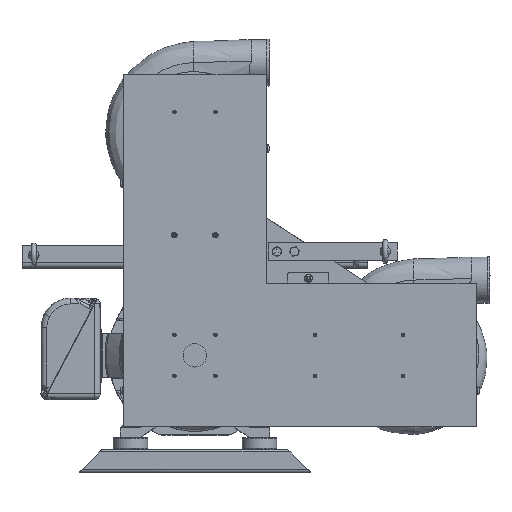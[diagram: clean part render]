
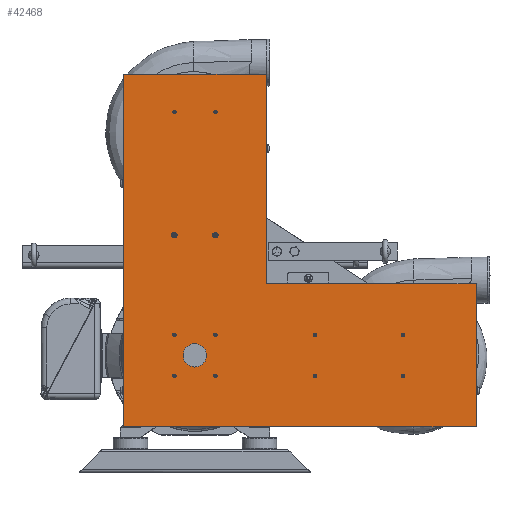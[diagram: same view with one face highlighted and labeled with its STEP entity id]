
A CAD part, top view. The second image highlights one B-rep face of the part: STEP entity #42468.
In plain terms, the highlighted planar face has unit normal (0, 0, 1).
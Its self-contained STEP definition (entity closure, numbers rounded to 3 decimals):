
#2250=LINE('',#80224,#4470);
#2253=LINE('',#80497,#4473);
#2278=LINE('',#80549,#4498);
#2280=LINE('',#80556,#4500);
#2281=LINE('',#80559,#4501);
#2282=LINE('',#80561,#4502);
#2283=LINE('',#80562,#4503);
#4470=VECTOR('',#54339,0.394);
#4473=VECTOR('',#54350,0.394);
#4498=VECTOR('',#54389,0.394);
#4500=VECTOR('',#54397,0.394);
#4501=VECTOR('',#54400,0.394);
#4502=VECTOR('',#54401,0.394);
#4503=VECTOR('',#54402,0.394);
#7822=PLANE('',#46290);
#8705=FACE_BOUND('',#12942,.T.);
#8706=FACE_BOUND('',#12943,.T.);
#8707=FACE_BOUND('',#12944,.T.);
#8708=FACE_BOUND('',#12945,.T.);
#8709=FACE_BOUND('',#12946,.T.);
#8710=FACE_BOUND('',#12947,.T.);
#8711=FACE_BOUND('',#12948,.T.);
#8712=FACE_BOUND('',#12949,.T.);
#8713=FACE_BOUND('',#12950,.T.);
#8714=FACE_BOUND('',#12951,.T.);
#8715=FACE_BOUND('',#12952,.T.);
#8716=FACE_BOUND('',#12953,.T.);
#8717=FACE_BOUND('',#12954,.T.);
#10060=FACE_OUTER_BOUND('',#12941,.T.);
#12941=EDGE_LOOP('',(#32849,#32850,#32851,#32852,#32853,#32854,#32855));
#12942=EDGE_LOOP('',(#32856));
#12943=EDGE_LOOP('',(#32857));
#12944=EDGE_LOOP('',(#32858));
#12945=EDGE_LOOP('',(#32859));
#12946=EDGE_LOOP('',(#32860));
#12947=EDGE_LOOP('',(#32861));
#12948=EDGE_LOOP('',(#32862));
#12949=EDGE_LOOP('',(#32863));
#12950=EDGE_LOOP('',(#32864));
#12951=EDGE_LOOP('',(#32865));
#12952=EDGE_LOOP('',(#32866));
#12953=EDGE_LOOP('',(#32867));
#12954=EDGE_LOOP('',(#32868));
#15977=CIRCLE('',#46291,0.15);
#15978=CIRCLE('',#46292,0.15);
#15979=CIRCLE('',#46293,0.236);
#15980=CIRCLE('',#46294,0.236);
#15981=CIRCLE('',#46295,0.15);
#15982=CIRCLE('',#46296,0.15);
#15983=CIRCLE('',#46297,0.15);
#15984=CIRCLE('',#46298,0.15);
#15985=CIRCLE('',#46299,0.15);
#15986=CIRCLE('',#46300,0.15);
#15987=CIRCLE('',#46301,0.15);
#15988=CIRCLE('',#46302,1.);
#15989=CIRCLE('',#46303,0.15);
#18961=VERTEX_POINT('',#80221);
#18962=VERTEX_POINT('',#80223);
#18966=VERTEX_POINT('',#80496);
#18985=VERTEX_POINT('',#80546);
#18986=VERTEX_POINT('',#80548);
#18989=VERTEX_POINT('',#80558);
#18990=VERTEX_POINT('',#80560);
#18991=VERTEX_POINT('',#80563);
#18992=VERTEX_POINT('',#80565);
#18993=VERTEX_POINT('',#80567);
#18994=VERTEX_POINT('',#80569);
#18995=VERTEX_POINT('',#80571);
#18996=VERTEX_POINT('',#80573);
#18997=VERTEX_POINT('',#80575);
#18998=VERTEX_POINT('',#80577);
#18999=VERTEX_POINT('',#80579);
#19000=VERTEX_POINT('',#80581);
#19001=VERTEX_POINT('',#80583);
#19002=VERTEX_POINT('',#80585);
#19003=VERTEX_POINT('',#80587);
#24037=EDGE_CURVE('',#18961,#18962,#2250,.T.);
#24046=EDGE_CURVE('',#18962,#18966,#2253,.T.);
#24072=EDGE_CURVE('',#18985,#18986,#2278,.T.);
#24076=EDGE_CURVE('',#18986,#18961,#2280,.T.);
#24077=EDGE_CURVE('',#18966,#18989,#2281,.T.);
#24078=EDGE_CURVE('',#18990,#18985,#2282,.T.);
#24079=EDGE_CURVE('',#18990,#18989,#2283,.T.);
#24080=EDGE_CURVE('',#18991,#18991,#15977,.T.);
#24081=EDGE_CURVE('',#18992,#18992,#15978,.T.);
#24082=EDGE_CURVE('',#18993,#18993,#15979,.T.);
#24083=EDGE_CURVE('',#18994,#18994,#15980,.T.);
#24084=EDGE_CURVE('',#18995,#18995,#15981,.T.);
#24085=EDGE_CURVE('',#18996,#18996,#15982,.T.);
#24086=EDGE_CURVE('',#18997,#18997,#15983,.T.);
#24087=EDGE_CURVE('',#18998,#18998,#15984,.T.);
#24088=EDGE_CURVE('',#18999,#18999,#15985,.T.);
#24089=EDGE_CURVE('',#19000,#19000,#15986,.T.);
#24090=EDGE_CURVE('',#19001,#19001,#15987,.T.);
#24091=EDGE_CURVE('',#19002,#19002,#15988,.T.);
#24092=EDGE_CURVE('',#19003,#19003,#15989,.T.);
#32849=ORIENTED_EDGE('',*,*,#24077,.F.);
#32850=ORIENTED_EDGE('',*,*,#24046,.F.);
#32851=ORIENTED_EDGE('',*,*,#24037,.F.);
#32852=ORIENTED_EDGE('',*,*,#24076,.F.);
#32853=ORIENTED_EDGE('',*,*,#24072,.F.);
#32854=ORIENTED_EDGE('',*,*,#24078,.F.);
#32855=ORIENTED_EDGE('',*,*,#24079,.T.);
#32856=ORIENTED_EDGE('',*,*,#24080,.T.);
#32857=ORIENTED_EDGE('',*,*,#24081,.T.);
#32858=ORIENTED_EDGE('',*,*,#24082,.T.);
#32859=ORIENTED_EDGE('',*,*,#24083,.T.);
#32860=ORIENTED_EDGE('',*,*,#24084,.T.);
#32861=ORIENTED_EDGE('',*,*,#24085,.T.);
#32862=ORIENTED_EDGE('',*,*,#24086,.T.);
#32863=ORIENTED_EDGE('',*,*,#24087,.T.);
#32864=ORIENTED_EDGE('',*,*,#24088,.T.);
#32865=ORIENTED_EDGE('',*,*,#24089,.T.);
#32866=ORIENTED_EDGE('',*,*,#24090,.T.);
#32867=ORIENTED_EDGE('',*,*,#24091,.T.);
#32868=ORIENTED_EDGE('',*,*,#24092,.T.);
#42468=ADVANCED_FACE('',(#10060,#8705,#8706,#8707,#8708,#8709,#8710,#8711,
#8712,#8713,#8714,#8715,#8716,#8717),#7822,.T.);
#46290=AXIS2_PLACEMENT_3D('',#80557,#54398,#54399);
#46291=AXIS2_PLACEMENT_3D('',#80564,#54403,#54404);
#46292=AXIS2_PLACEMENT_3D('',#80566,#54405,#54406);
#46293=AXIS2_PLACEMENT_3D('',#80568,#54407,#54408);
#46294=AXIS2_PLACEMENT_3D('',#80570,#54409,#54410);
#46295=AXIS2_PLACEMENT_3D('',#80572,#54411,#54412);
#46296=AXIS2_PLACEMENT_3D('',#80574,#54413,#54414);
#46297=AXIS2_PLACEMENT_3D('',#80576,#54415,#54416);
#46298=AXIS2_PLACEMENT_3D('',#80578,#54417,#54418);
#46299=AXIS2_PLACEMENT_3D('',#80580,#54419,#54420);
#46300=AXIS2_PLACEMENT_3D('',#80582,#54421,#54422);
#46301=AXIS2_PLACEMENT_3D('',#80584,#54423,#54424);
#46302=AXIS2_PLACEMENT_3D('',#80586,#54425,#54426);
#46303=AXIS2_PLACEMENT_3D('',#80588,#54427,#54428);
#54339=DIRECTION('',(1.,0.,0.));
#54350=DIRECTION('',(0.,-1.,0.));
#54389=DIRECTION('',(0.,1.,0.));
#54397=DIRECTION('',(1.,0.,0.));
#54398=DIRECTION('center_axis',(0.,0.,1.));
#54399=DIRECTION('ref_axis',(1.,0.,0.));
#54400=DIRECTION('',(1.,0.,0.));
#54401=DIRECTION('',(-1.,0.,0.));
#54402=DIRECTION('',(0.,1.,0.));
#54403=DIRECTION('center_axis',(0.,0.,
-1.));
#54404=DIRECTION('ref_axis',(1.,0.,0.));
#54405=DIRECTION('center_axis',(0.,0.,
-1.));
#54406=DIRECTION('ref_axis',(1.,0.,0.));
#54407=DIRECTION('center_axis',(0.,0.,
-1.));
#54408=DIRECTION('ref_axis',(-1.,0.,0.));
#54409=DIRECTION('center_axis',(0.,0.,
-1.));
#54410=DIRECTION('ref_axis',(-1.,0.,0.));
#54411=DIRECTION('center_axis',(0.,0.,
-1.));
#54412=DIRECTION('ref_axis',(1.,0.,0.));
#54413=DIRECTION('center_axis',(0.,0.,
-1.));
#54414=DIRECTION('ref_axis',(1.,0.,0.));
#54415=DIRECTION('center_axis',(0.,0.,
-1.));
#54416=DIRECTION('ref_axis',(1.,0.,0.));
#54417=DIRECTION('center_axis',(0.,0.,
-1.));
#54418=DIRECTION('ref_axis',(1.,0.,0.));
#54419=DIRECTION('center_axis',(0.,0.,
-1.));
#54420=DIRECTION('ref_axis',(1.,0.,0.));
#54421=DIRECTION('center_axis',(0.,0.,
-1.));
#54422=DIRECTION('ref_axis',(1.,0.,0.));
#54423=DIRECTION('center_axis',(0.,0.,
-1.));
#54424=DIRECTION('ref_axis',(1.,0.,0.));
#54425=DIRECTION('center_axis',(0.,0.,
-1.));
#54426=DIRECTION('ref_axis',(1.,0.,0.));
#54427=DIRECTION('center_axis',(0.,0.,
-1.));
#54428=DIRECTION('ref_axis',(1.,0.,0.));
#80221=CARTESIAN_POINT('',(17.381,34.959,0.));
#80223=CARTESIAN_POINT('',(29.561,34.959,0.));
#80224=CARTESIAN_POINT('',(26.516,34.959,0.));
#80496=CARTESIAN_POINT('',(29.561,17.059,0.));
#80497=CARTESIAN_POINT('',(29.561,34.959,0.));
#80546=CARTESIAN_POINT('',(17.381,4.879,0.));
#80548=CARTESIAN_POINT('',(17.381,34.959,0.));
#80549=CARTESIAN_POINT('',(17.381,4.879,0.));
#80556=CARTESIAN_POINT('',(17.381,34.959,0.));
#80557=CARTESIAN_POINT('Origin',(23.471,23.601,0.));
#80558=CARTESIAN_POINT('',(47.461,17.059,0.));
#80559=CARTESIAN_POINT('',(29.561,17.059,0.));
#80560=CARTESIAN_POINT('',(47.461,4.879,0.));
#80561=CARTESIAN_POINT('',(47.461,4.879,0.));
#80562=CARTESIAN_POINT('',(47.461,4.879,0.));
#80563=CARTESIAN_POINT('',(25.37,12.719,0.));
#80564=CARTESIAN_POINT('Origin',(25.221,12.719,0.));
#80565=CARTESIAN_POINT('',(21.87,31.719,0.));
#80566=CARTESIAN_POINT('Origin',(21.721,31.719,0.));
#80567=CARTESIAN_POINT('',(21.485,21.219,0.));
#80568=CARTESIAN_POINT('Origin',(21.721,21.219,0.));
#80569=CARTESIAN_POINT('',(24.985,21.219,0.));
#80570=CARTESIAN_POINT('Origin',(25.221,21.219,0.));
#80571=CARTESIAN_POINT('',(25.37,31.719,0.));
#80572=CARTESIAN_POINT('Origin',(25.221,31.719,0.));
#80573=CARTESIAN_POINT('',(21.87,12.719,0.));
#80574=CARTESIAN_POINT('Origin',(21.721,12.719,0.));
#80575=CARTESIAN_POINT('',(33.87,12.719,0.));
#80576=CARTESIAN_POINT('Origin',(33.721,12.719,0.));
#80577=CARTESIAN_POINT('',(41.37,12.719,0.));
#80578=CARTESIAN_POINT('Origin',(41.221,12.719,0.));
#80579=CARTESIAN_POINT('',(41.37,9.219,0.));
#80580=CARTESIAN_POINT('Origin',(41.221,9.219,0.));
#80581=CARTESIAN_POINT('',(25.37,9.219,0.));
#80582=CARTESIAN_POINT('Origin',(25.221,9.219,0.));
#80583=CARTESIAN_POINT('',(33.87,9.219,0.));
#80584=CARTESIAN_POINT('Origin',(33.721,9.219,0.));
#80585=CARTESIAN_POINT('',(24.471,10.969,0.));
#80586=CARTESIAN_POINT('Origin',(23.471,10.969,0.));
#80587=CARTESIAN_POINT('',(21.87,9.219,0.));
#80588=CARTESIAN_POINT('Origin',(21.721,9.219,0.));
